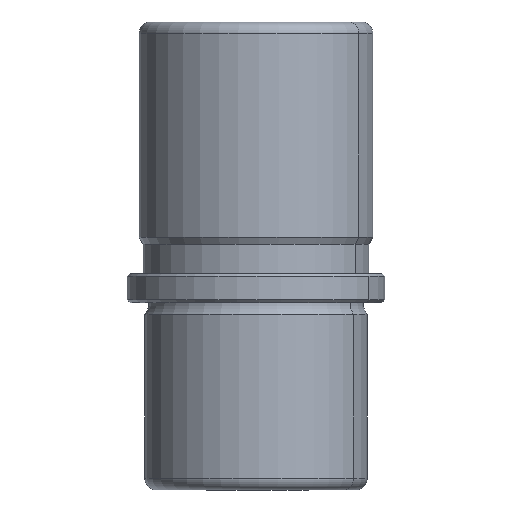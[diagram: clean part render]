
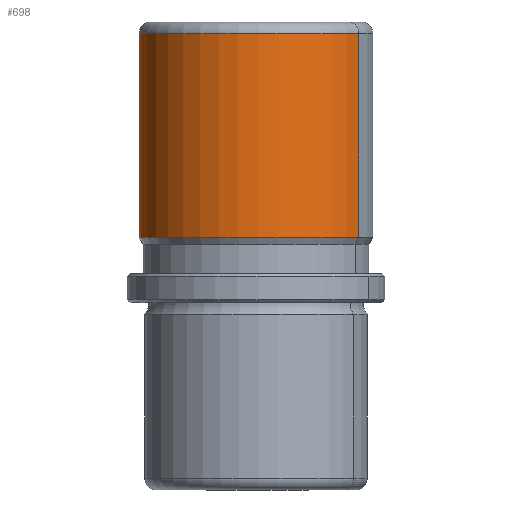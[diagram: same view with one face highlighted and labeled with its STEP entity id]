
A CAD part, front view. The second image highlights one B-rep face of the part: STEP entity #698.
In plain terms, the highlighted cylindrical face has radius 20 mm (diameter 40 mm), a partial arc.
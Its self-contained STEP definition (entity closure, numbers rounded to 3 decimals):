
#634=CARTESIAN_POINT('Vertex',(-17.552,9.589,11.212)) ;
#641=CARTESIAN_POINT('Vertex',(17.552,-9.589,11.212)) ;
#656=CARTESIAN_POINT('Axis2P3D Location',(0.,0.,11.212)) ;
#668=CARTESIAN_POINT('Axis2P3D Location',(0.,0.,8.)) ;
#673=CARTESIAN_POINT('Line Origine',(-17.552,9.589,29.606)) ;
#677=CARTESIAN_POINT('Vertex',(-17.552,9.589,46.)) ;
#680=CARTESIAN_POINT('Line Origine',(17.552,-9.589,29.606)) ;
#684=CARTESIAN_POINT('Vertex',(17.552,-9.589,46.)) ;
#687=CARTESIAN_POINT('Axis2P3D Location',(0.,0.,46.)) ;
#657=DIRECTION('Axis2P3D Direction',(-0.,0.,1.)) ;
#669=DIRECTION('Axis2P3D Direction',(0.,0.,-1.)) ;
#670=DIRECTION('Axis2P3D XDirection',(-0.878,0.479,-0.)) ;
#674=DIRECTION('Vector Direction',(0.,0.,-1.)) ;
#681=DIRECTION('Vector Direction',(0.,0.,-1.)) ;
#688=DIRECTION('Axis2P3D Direction',(0.,0.,-1.)) ;
#658=AXIS2_PLACEMENT_3D('Circle Axis2P3D',#656,#657,$) ;
#671=AXIS2_PLACEMENT_3D('Cylinder Axis2P3D',#668,#669,#670) ;
#689=AXIS2_PLACEMENT_3D('Circle Axis2P3D',#687,#688,$) ;
#693=ORIENTED_EDGE('',*,*,#679,.F.) ;
#694=ORIENTED_EDGE('',*,*,#660,.F.) ;
#695=ORIENTED_EDGE('',*,*,#686,.T.) ;
#696=ORIENTED_EDGE('',*,*,#691,.T.) ;
#675=VECTOR('Line Direction',#674,1.) ;
#682=VECTOR('Line Direction',#681,1.) ;
#698=ADVANCED_FACE('PartBody',(#697),#672,.T.) ;
#659=CIRCLE('generated circle',#658,20.) ;
#690=CIRCLE('generated circle',#689,20.) ;
#672=CYLINDRICAL_SURFACE('generated cylinder',#671,20.) ;
#660=EDGE_CURVE('',#642,#635,#659,.F.) ;
#679=EDGE_CURVE('',#635,#678,#676,.F.) ;
#686=EDGE_CURVE('',#642,#685,#683,.F.) ;
#691=EDGE_CURVE('',#685,#678,#690,.T.) ;
#692=EDGE_LOOP('',(#693,#694,#695,#696)) ;
#697=FACE_OUTER_BOUND('',#692,.T.) ;
#676=LINE('Line',#673,#675) ;
#683=LINE('Line',#680,#682) ;
#635=VERTEX_POINT('',#634) ;
#642=VERTEX_POINT('',#641) ;
#678=VERTEX_POINT('',#677) ;
#685=VERTEX_POINT('',#684) ;
